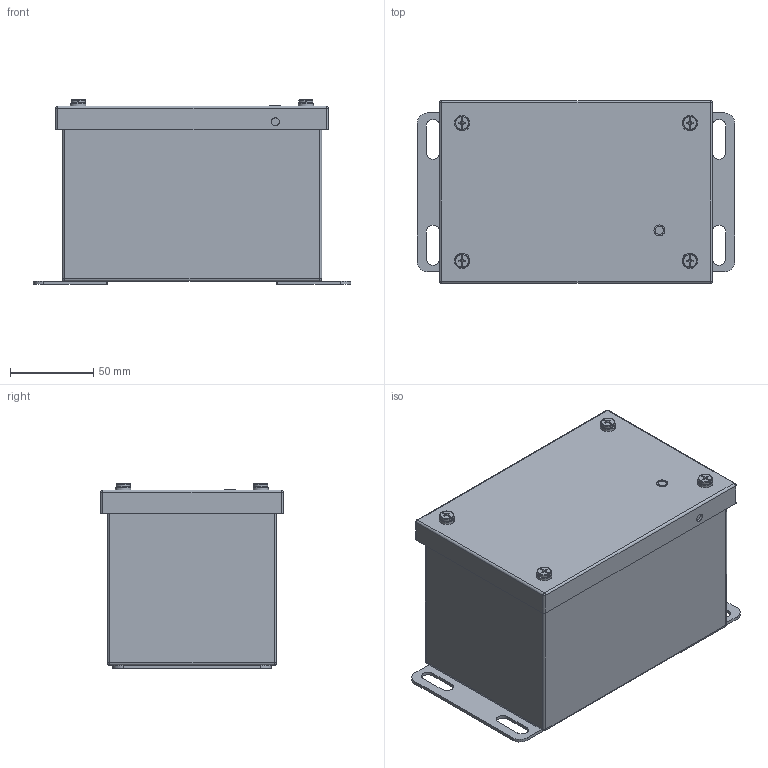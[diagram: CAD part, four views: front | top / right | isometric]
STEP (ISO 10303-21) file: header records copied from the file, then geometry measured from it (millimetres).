
FILE_DESCRIPTION (( 'STEP AP214' ), '1' );
FILE_NAME ('SCE-6044SC.STEP', '2021-12-04T20:34:22', ( '' ), ( '' ), 'SwSTEP 2.0', 'SolidWorks 2021', '' );
FILE_SCHEMA (( 'AUTOMOTIVE_DESIGN' ));
Length unit declared in the file: millimetre
Products named in the file (1): SCE-6044SC
Bounding box: 190.5 x 109.54 x 110.76 mm (x, y, z)
Volume: 188699.3 mm3; surface area: 242496.7 mm2
Topology: 23 solids, 23 shells, 745 faces, 1880 edges, 1044 vertices
Faces by surface type: plane 285, cylinder 195, bspline 160, torus 56, cone 25, sphere 24
Full cylindrical faces by diameter (mm): 3.708 x4, 4.763 x2, 4.775 x9, 4.826 x4, 4.905 x1, 5.537 x2, 5.588 x4, 6.35 x8, 6.502 x1, 6.604 x4, 6.756 x4, 6.858 x4, 7.14 x4, 7.417 x8, 8.052 x4, 8.484 x4, 8.636 x4, 9.195 x4, 9.474 x4, 11.092 x4
Entity records: 23892 total; most frequent: CARTESIAN_POINT 8420, ORIENTED_EDGE 3022, DIRECTION 2902, EDGE_CURVE 1511, AXIS2_PLACEMENT_3D 1121, VERTEX_POINT 987, EDGE_LOOP 972, FACE_OUTER_BOUND 868
